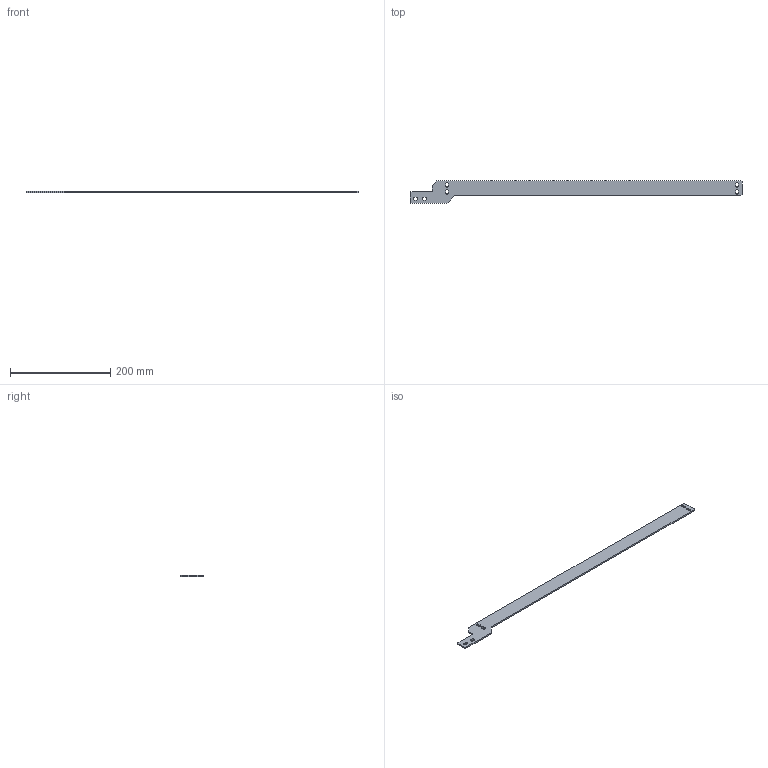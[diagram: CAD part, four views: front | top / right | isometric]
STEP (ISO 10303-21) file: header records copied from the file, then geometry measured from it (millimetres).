
FILE_DESCRIPTION(('KiCad electronic assembly'),'2;1');
FILE_NAME('x-cable-chain-support.step','2024-06-13T15:05:29',('Pcbnew'), ('Kicad'),'Open CASCADE STEP processor 7.7','KiCad to STEP converter', 'Unknown');
FILE_SCHEMA(('AUTOMOTIVE_DESIGN { 1 0 10303 214 1 1 1 1 }'));
Length unit declared in the file: millimetre
Products named in the file (2): x-cable-chain-support 1; x-cable-chain-support_PCB
Assembly tree (1 placements, depth 2):
  x-cable-chain-support 1
    x-cable-chain-support_PCB
Bounding box: 664 x 44.5 x 3 mm (x, y, z)
Volume: 59425.4 mm3; surface area: 44246.9 mm2
Topology: 1 solids, 1 shells, 40 faces, 114 edges, 76 vertices
Faces by surface type: plane 28, cylinder 12
Entity records: 1363 total; most frequent: CARTESIAN_POINT 232, ORIENTED_EDGE 228, DIRECTION 222, EDGE_CURVE 114, LINE 90, VECTOR 90, VERTEX_POINT 76, AXIS2_PLACEMENT_3D 66
